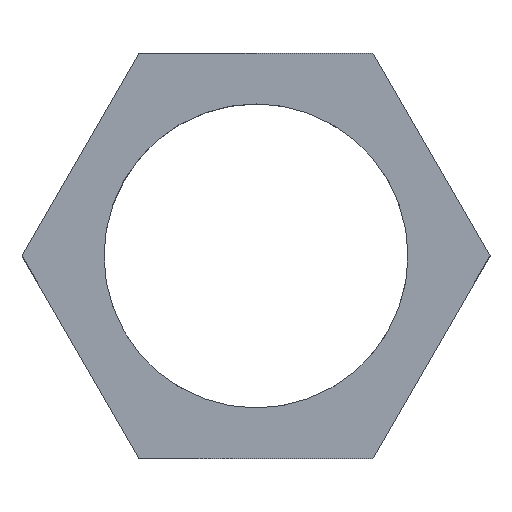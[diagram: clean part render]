
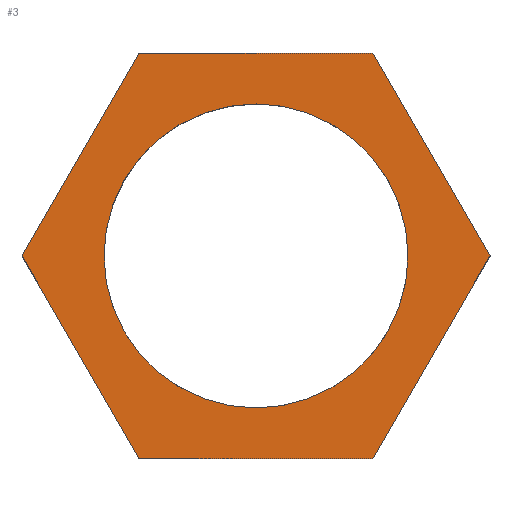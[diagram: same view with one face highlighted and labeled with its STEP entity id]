
A CAD part, top view. The second image highlights one B-rep face of the part: STEP entity #3.
In plain terms, the highlighted planar face has unit normal (0, 0, 1).
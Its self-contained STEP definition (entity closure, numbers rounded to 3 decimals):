
#3 = ADVANCED_FACE ( 'NONE', ( #932, #1009 ), #674, .T. ) ;
#14 = DIRECTION ( 'NONE',  ( -0.5, 0.866, 0. ) ) ;
#18 = EDGE_CURVE ( 'NONE', #712, #580, #418, .T. ) ;
#23 = CARTESIAN_POINT ( 'NONE',  ( 3.464, 6., 3. ) ) ;
#39 = ORIENTED_EDGE ( 'NONE', *, *, #183, .T. ) ;
#56 = DIRECTION ( 'NONE',  ( 0.5, -0.866, 0. ) ) ;
#88 = VECTOR ( 'NONE', #262, 1000. ) ;
#109 = VERTEX_POINT ( 'NONE', #232 ) ;
#113 = VECTOR ( 'NONE', #816, 1000. ) ;
#183 = EDGE_CURVE ( 'NONE', #718, #305, #726, .T. ) ;
#184 = ORIENTED_EDGE ( 'NONE', *, *, #975, .T. ) ;
#197 = VECTOR ( 'NONE', #590, 1000. ) ;
#232 = CARTESIAN_POINT ( 'NONE',  ( 4.5, 0., 3. ) ) ;
#243 = VERTEX_POINT ( 'NONE', #401 ) ;
#247 = CARTESIAN_POINT ( 'NONE',  ( -6.928, 0., 3. ) ) ;
#262 = DIRECTION ( 'NONE',  ( -1., 0., 0. ) ) ;
#276 = DIRECTION ( 'NONE',  ( 1., 0., 0. ) ) ;
#291 = VECTOR ( 'NONE', #714, 1000. ) ;
#296 = LINE ( 'NONE', #630, #291 ) ;
#302 = EDGE_CURVE ( 'NONE', #622, #109, #495, .T. ) ;
#305 = VERTEX_POINT ( 'NONE', #247 ) ;
#316 = VECTOR ( 'NONE', #14, 1000. ) ;
#319 = CARTESIAN_POINT ( 'NONE',  ( 6.928, 0., 3. ) ) ;
#340 = ORIENTED_EDGE ( 'NONE', *, *, #18, .T. ) ;
#350 = DIRECTION ( 'NONE',  ( 0., 0., 1. ) ) ;
#401 = CARTESIAN_POINT ( 'NONE',  ( 3.464, 6., 3. ) ) ;
#418 = LINE ( 'NONE', #937, #197 ) ;
#436 = CARTESIAN_POINT ( 'NONE',  ( 6.928, 0., 3. ) ) ;
#470 = LINE ( 'NONE', #797, #716 ) ;
#495 = CIRCLE ( 'NONE', #706, 4.5 ) ;
#516 = ORIENTED_EDGE ( 'NONE', *, *, #554, .T. ) ;
#518 = CARTESIAN_POINT ( 'NONE',  ( 3.464, -6., 3. ) ) ;
#542 = EDGE_LOOP ( 'NONE', ( #988, #970 ) ) ;
#554 = EDGE_CURVE ( 'NONE', #580, #705, #296, .T. ) ;
#567 = CARTESIAN_POINT ( 'NONE',  ( -3.464, -6., 3. ) ) ;
#580 = VERTEX_POINT ( 'NONE', #518 ) ;
#590 = DIRECTION ( 'NONE',  ( 1., 0., 0. ) ) ;
#622 = VERTEX_POINT ( 'NONE', #801 ) ;
#630 = CARTESIAN_POINT ( 'NONE',  ( 3.464, -6., 3. ) ) ;
#645 = ORIENTED_EDGE ( 'NONE', *, *, #762, .T. ) ;
#660 = CIRCLE ( 'NONE', #942, 4.5 ) ;
#663 = DIRECTION ( 'NONE',  ( 0., 0., 1. ) ) ;
#674 = PLANE ( 'NONE',  #794 ) ;
#681 = CARTESIAN_POINT ( 'NONE',  ( 0., 0., 3. ) ) ;
#705 = VERTEX_POINT ( 'NONE', #319 ) ;
#706 = AXIS2_PLACEMENT_3D ( 'NONE', #681, #663, #759 ) ;
#712 = VERTEX_POINT ( 'NONE', #567 ) ;
#714 = DIRECTION ( 'NONE',  ( 0.5, 0.866, 0. ) ) ;
#716 = VECTOR ( 'NONE', #56, 1000. ) ;
#718 = VERTEX_POINT ( 'NONE', #902 ) ;
#726 = LINE ( 'NONE', #733, #113 ) ;
#733 = CARTESIAN_POINT ( 'NONE',  ( -3.464, 6., 3. ) ) ;
#751 = LINE ( 'NONE', #23, #88 ) ;
#759 = DIRECTION ( 'NONE',  ( 1., 0., 0. ) ) ;
#762 = EDGE_CURVE ( 'NONE', #305, #712, #470, .T. ) ;
#767 = EDGE_LOOP ( 'NONE', ( #516, #184, #857, #39, #645, #340 ) ) ;
#787 = DIRECTION ( 'NONE',  ( 1., 0., 0. ) ) ;
#794 = AXIS2_PLACEMENT_3D ( 'NONE', #1018, #1005, #276 ) ;
#797 = CARTESIAN_POINT ( 'NONE',  ( -6.928, 0., 3. ) ) ;
#801 = CARTESIAN_POINT ( 'NONE',  ( -4.5, 0., 3. ) ) ;
#816 = DIRECTION ( 'NONE',  ( -0.5, -0.866, 0. ) ) ;
#857 = ORIENTED_EDGE ( 'NONE', *, *, #1002, .T. ) ;
#902 = CARTESIAN_POINT ( 'NONE',  ( -3.464, 6., 3. ) ) ;
#926 = LINE ( 'NONE', #436, #316 ) ;
#932 = FACE_OUTER_BOUND ( 'NONE', #767, .T. ) ;
#937 = CARTESIAN_POINT ( 'NONE',  ( -3.464, -6., 3. ) ) ;
#942 = AXIS2_PLACEMENT_3D ( 'NONE', #1030, #350, #787 ) ;
#970 = ORIENTED_EDGE ( 'NONE', *, *, #1035, .F. ) ;
#975 = EDGE_CURVE ( 'NONE', #705, #243, #926, .T. ) ;
#988 = ORIENTED_EDGE ( 'NONE', *, *, #302, .F. ) ;
#1002 = EDGE_CURVE ( 'NONE', #243, #718, #751, .T. ) ;
#1005 = DIRECTION ( 'NONE',  ( 0., 0., 1. ) ) ;
#1009 = FACE_BOUND ( 'NONE', #542, .T. ) ;
#1018 = CARTESIAN_POINT ( 'NONE',  ( 0., 0., 3. ) ) ;
#1030 = CARTESIAN_POINT ( 'NONE',  ( 0., 0., 3. ) ) ;
#1035 = EDGE_CURVE ( 'NONE', #109, #622, #660, .T. ) ;
